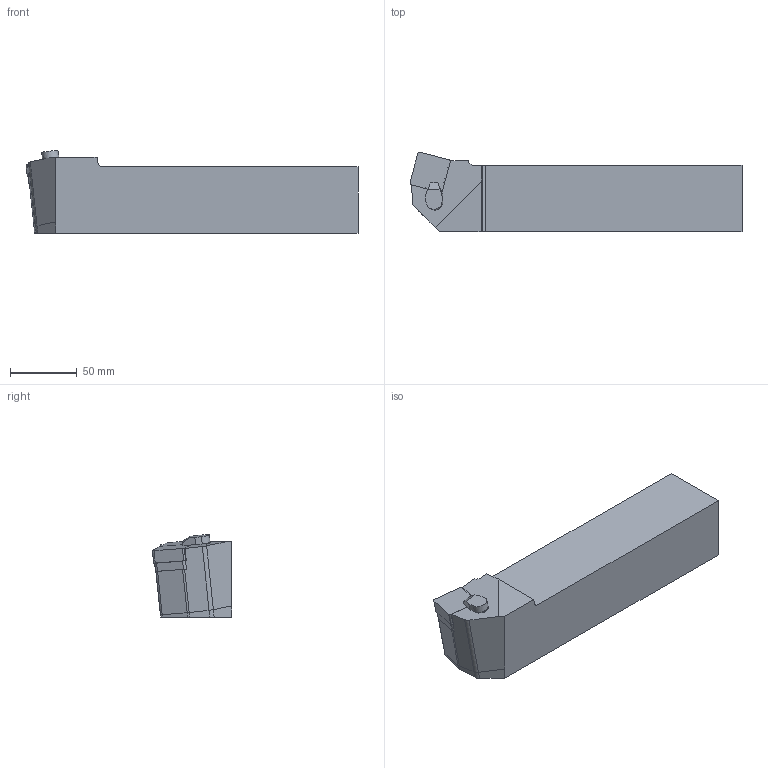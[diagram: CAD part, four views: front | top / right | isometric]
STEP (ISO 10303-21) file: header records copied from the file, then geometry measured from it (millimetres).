
FILE_DESCRIPTION(/* description */ (''),/* implementation_level */ '2;1');
FILE_NAME(/* name */ 'PSKNL-5050-S25C.stp',/* time_stamp */ '2023-10-02T10:43:46+03:00',/* author */ (''),/* organization */ (''),/* preprocessor_version */ 'ST-DEVELOPER v19.4',/* originating_system */ 'SIEMENS PLM Software NX2306.3001',/* authorisation */ '');
FILE_SCHEMA (('AUTOMOTIVE_DESIGN { 1 0 10303 214 3 1 1 1 }'));
Length unit declared in the file: millimetre
Products named in the file (1): PSKNR-5050-S25C
Bounding box: 249.64 x 59.65 x 62.12 mm (x, y, z)
Volume: 623311.4 mm3; surface area: 57332.1 mm2
Topology: 2 solids, 2 shells, 73 faces, 194 edges, 126 vertices
Faces by surface type: plane 50, cylinder 23
Entity records: 2415 total; most frequent: CARTESIAN_POINT 407, ORIENTED_EDGE 400, DIRECTION 397, EDGE_CURVE 200, LINE 151, VECTOR 151, VERTEX_POINT 133, AXIS2_PLACEMENT_3D 123
